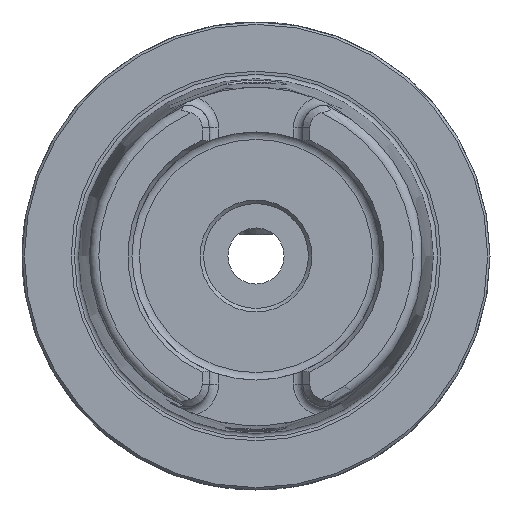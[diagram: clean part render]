
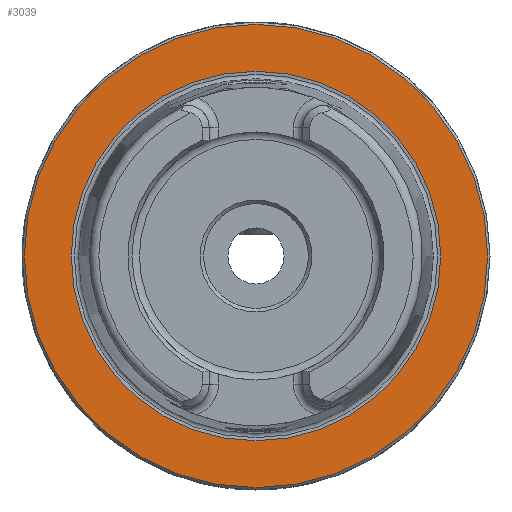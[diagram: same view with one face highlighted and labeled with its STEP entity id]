
A CAD part, left-side view. The second image highlights one B-rep face of the part: STEP entity #3039.
In plain terms, the highlighted planar face has unit normal (-1, 0, 0).
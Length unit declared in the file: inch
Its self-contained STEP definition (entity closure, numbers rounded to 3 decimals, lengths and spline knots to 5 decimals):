
#3005=CARTESIAN_POINT('',(0.0,1.94882,0.));
#3006=VERTEX_POINT('',#3005);
#3007=CARTESIAN_POINT('',(0.0,0.0,0.0));
#3008=DIRECTION('',(1.0,0.0,0.0));
#3009=DIRECTION('',(0.0,-1.0,0.0));
#3010=AXIS2_PLACEMENT_3D('',#3007,#3008,#3009);
#3011=CIRCLE('',#3010,1.94882);
#3012=EDGE_CURVE('',#3006,#3006,#3011,.T.);
#3020=CARTESIAN_POINT('',(0.0,0.98425,0.0));
#3021=DIRECTION('',(-1.0,0.0,0.0));
#3022=DIRECTION('',(0.0,0.0,1.0));
#3023=AXIS2_PLACEMENT_3D('',#3020,#3021,#3022);
#3024=PLANE('',#3023);
#3025=ORIENTED_EDGE('',*,*,#3012,.F.);
#3026=EDGE_LOOP('',(#3025));
#3027=FACE_OUTER_BOUND('',#3026,.T.);
#3028=CARTESIAN_POINT('',(0.0,1.55442,0.0));
#3029=VERTEX_POINT('',#3028);
#3030=CARTESIAN_POINT('',(0.0,0.0,0.0));
#3031=DIRECTION('',(1.0,0.0,0.0));
#3032=DIRECTION('',(0.0,1.0,0.0));
#3033=AXIS2_PLACEMENT_3D('',#3030,#3031,#3032);
#3034=CIRCLE('',#3033,1.55442);
#3035=EDGE_CURVE('',#3029,#3029,#3034,.T.);
#3036=ORIENTED_EDGE('',*,*,#3035,.T.);
#3037=EDGE_LOOP('',(#3036));
#3038=FACE_BOUND('',#3037,.T.);
#3039=ADVANCED_FACE('',(#3027,#3038),#3024,.T.);
